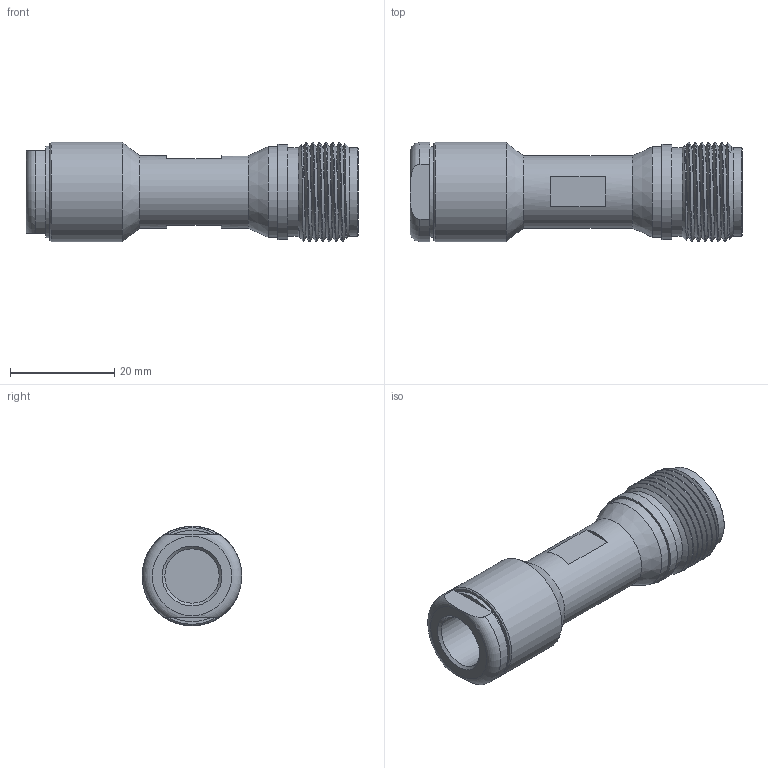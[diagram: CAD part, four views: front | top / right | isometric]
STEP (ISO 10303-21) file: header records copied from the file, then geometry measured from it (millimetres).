
FILE_DESCRIPTION (( 'STEP AP203' ), '1' );
FILE_NAME ('PE4229-401_3D.step', '2021-05-19T16:45:05', ( '' ), ( '' ), 'SwSTEP 2.0', 'SolidWorks 2020', '' );
FILE_SCHEMA (( 'CONFIG_CONTROL_DESIGN' ));
Length unit declared in the file: inch
Products named in the file (1): PE4229-401_3D
Bounding box: 63.57 x 19.05 x 19.05 mm (x, y, z)
Volume: 10654.4 mm3; surface area: 5862.5 mm2
Topology: 1 solids, 1 shells, 77 faces, 189 edges, 122 vertices
Faces by surface type: plane 33, cylinder 20, cone 20, bspline 3, torus 1
Full cylindrical faces by diameter (mm): 2.886 x1, 10.414 x1, 13.941 x1, 16.942 x2, 17.335 x1, 17.462 x1, 18.202 x1, 19 x1
Entity records: 3760 total; most frequent: CARTESIAN_POINT 2143, DIRECTION 310, ORIENTED_EDGE 306, EDGE_CURVE 153, AXIS2_PLACEMENT_3D 134, VERTEX_POINT 109, EDGE_LOOP 104, FACE_OUTER_BOUND 85
